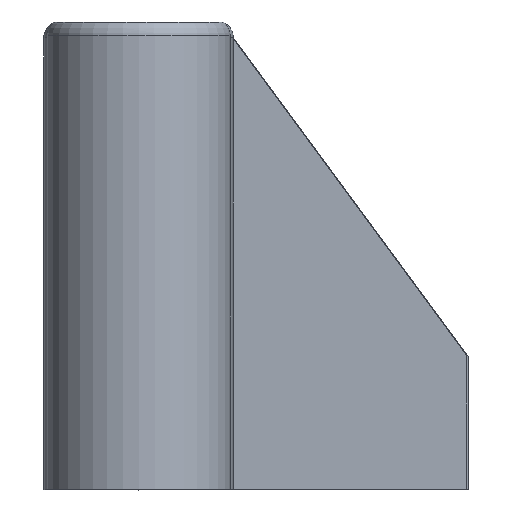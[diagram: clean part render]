
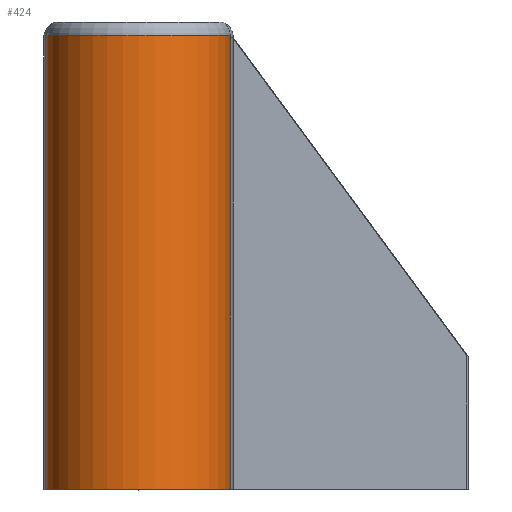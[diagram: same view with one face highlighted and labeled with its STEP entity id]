
A CAD part, top view. The second image highlights one B-rep face of the part: STEP entity #424.
In plain terms, the highlighted cylindrical face has radius 27.445 mm (diameter 54.89 mm), a full revolution.
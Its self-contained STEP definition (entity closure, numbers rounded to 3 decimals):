
#67=LINE('',#724,#99);
#99=VECTOR('',#579,29.);
#131=CYLINDRICAL_SURFACE('',#508,27.445);
#140=FACE_OUTER_BOUND('',#168,.T.);
#168=EDGE_LOOP('',(#319,#320,#321,#322,#323));
#201=CIRCLE('',#503,27.445);
#202=CIRCLE('',#504,27.445);
#206=CIRCLE('',#509,27.445);
#223=VERTEX_POINT('',#712);
#224=VERTEX_POINT('',#713);
#227=VERTEX_POINT('',#722);
#259=EDGE_CURVE('',#223,#224,#201,.T.);
#260=EDGE_CURVE('',#224,#223,#202,.T.);
#264=EDGE_CURVE('',#227,#227,#206,.F.);
#265=EDGE_CURVE('',#227,#224,#67,.T.);
#319=ORIENTED_EDGE('',*,*,#264,.F.);
#320=ORIENTED_EDGE('',*,*,#265,.T.);
#321=ORIENTED_EDGE('',*,*,#259,.F.);
#322=ORIENTED_EDGE('',*,*,#260,.F.);
#323=ORIENTED_EDGE('',*,*,#265,.F.);
#424=ADVANCED_FACE('',(#140),#131,.T.);
#503=AXIS2_PLACEMENT_3D('',#714,#565,#566);
#504=AXIS2_PLACEMENT_3D('',#715,#567,#568);
#508=AXIS2_PLACEMENT_3D('',#721,#575,#576);
#509=AXIS2_PLACEMENT_3D('',#723,#577,#578);
#565=DIRECTION('center_axis',(0.,1.,0.));
#566=DIRECTION('ref_axis',(0.,0.,-1.));
#567=DIRECTION('center_axis',(0.,1.,0.));
#568=DIRECTION('ref_axis',(0.,0.,-1.));
#575=DIRECTION('center_axis',(0.,-1.,0.));
#576=DIRECTION('ref_axis',(0.,0.,1.));
#577=DIRECTION('center_axis',(0.,1.,0.));
#578=DIRECTION('ref_axis',(0.,0.,1.));
#579=DIRECTION('',(0.,1.,0.));
#712=CARTESIAN_POINT('',(0.,134.,27.445));
#713=CARTESIAN_POINT('',(0.,134.,-27.445));
#714=CARTESIAN_POINT('Origin',(0.,134.,0.));
#715=CARTESIAN_POINT('Origin',(0.,134.,0.));
#721=CARTESIAN_POINT('Origin',(0.,62.617,0.));
#722=CARTESIAN_POINT('',(0.,-2.,-27.445));
#723=CARTESIAN_POINT('Origin',(0.,-2.,0.));
#724=CARTESIAN_POINT('',(0.,62.617,-27.445));
